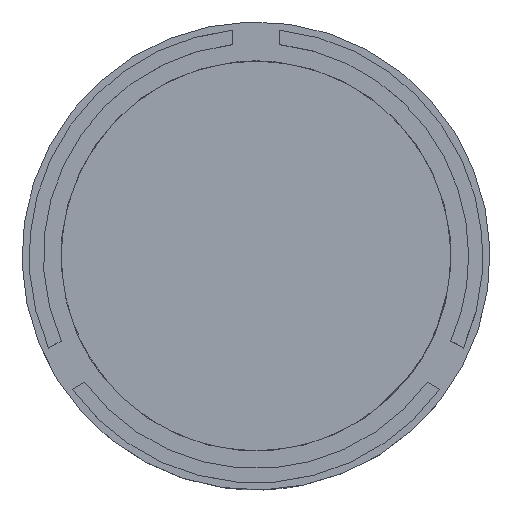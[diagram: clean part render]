
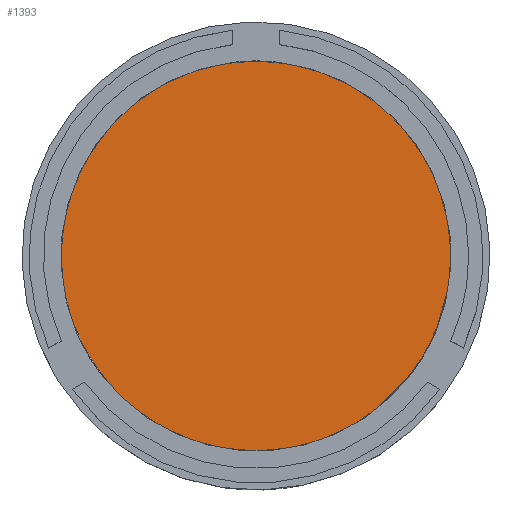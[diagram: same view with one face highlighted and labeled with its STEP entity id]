
A CAD part, top view. The second image highlights one B-rep face of the part: STEP entity #1393.
In plain terms, the highlighted planar face has unit normal (0, 0, 1).
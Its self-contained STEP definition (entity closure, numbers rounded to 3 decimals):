
#976 = VERTEX_POINT('',#977);
#977 = CARTESIAN_POINT('',(78.75,31.559,0.96));
#985 = EDGE_CURVE('',#976,#986,#988,.T.);
#986 = VERTEX_POINT('',#987);
#987 = CARTESIAN_POINT('',(71.998,113.,0.96));
#988 = CIRCLE('',#989,41.);
#989 = AXIS2_PLACEMENT_3D('',#990,#991,#992);
#990 = CARTESIAN_POINT('',(72.,72.,0.96));
#991 = DIRECTION('',(0.,0.,1.));
#992 = DIRECTION('',(1.,0.,0.));
#994 = EDGE_CURVE('',#986,#995,#997,.T.);
#995 = VERTEX_POINT('',#996);
#996 = CARTESIAN_POINT('',(65.25,31.559,0.96));
#997 = CIRCLE('',#998,41.);
#998 = AXIS2_PLACEMENT_3D('',#999,#1000,#1001);
#999 = CARTESIAN_POINT('',(72.,72.,0.96));
#1000 = DIRECTION('',(0.,0.,1.));
#1001 = DIRECTION('',(1.,0.,0.));
#1191 = EDGE_CURVE('',#1192,#995,#1194,.T.);
#1192 = VERTEX_POINT('',#1193);
#1193 = CARTESIAN_POINT('',(65.25,23.26,0.96));
#1194 = LINE('',#1195,#1196);
#1195 = CARTESIAN_POINT('',(65.25,0.,0.96));
#1196 = VECTOR('',#1197,1.);
#1197 = DIRECTION('',(0.,1.,0.));
#1329 = VERTEX_POINT('',#1330);
#1330 = CARTESIAN_POINT('',(78.75,23.26,0.96));
#1336 = EDGE_CURVE('',#1329,#976,#1337,.T.);
#1337 = LINE('',#1338,#1339);
#1338 = CARTESIAN_POINT('',(78.75,0.,0.96));
#1339 = VECTOR('',#1340,1.);
#1340 = DIRECTION('',(0.,1.,0.));
#1381 = EDGE_CURVE('',#1329,#1192,#1382,.T.);
#1382 = CIRCLE('',#1383,49.205);
#1383 = AXIS2_PLACEMENT_3D('',#1384,#1385,#1386);
#1384 = CARTESIAN_POINT('',(72.,72.,0.96));
#1385 = DIRECTION('',(0.,0.,-1.));
#1386 = DIRECTION('',(1.,0.,0.));
#1393 = ADVANCED_FACE('',(#1394),#1401,.T.);
#1394 = FACE_BOUND('',#1395,.T.);
#1395 = EDGE_LOOP('',(#1396,#1397,#1398,#1399,#1400));
#1396 = ORIENTED_EDGE('',*,*,#1191,.F.);
#1397 = ORIENTED_EDGE('',*,*,#1381,.F.);
#1398 = ORIENTED_EDGE('',*,*,#1336,.T.);
#1399 = ORIENTED_EDGE('',*,*,#985,.T.);
#1400 = ORIENTED_EDGE('',*,*,#994,.T.);
#1401 = PLANE('',#1402);
#1402 = AXIS2_PLACEMENT_3D('',#1403,#1404,#1405);
#1403 = CARTESIAN_POINT('',(72.,68.531,0.96));
#1404 = DIRECTION('',(0.,0.,1.));
#1405 = DIRECTION('',(1.,0.,0.));
